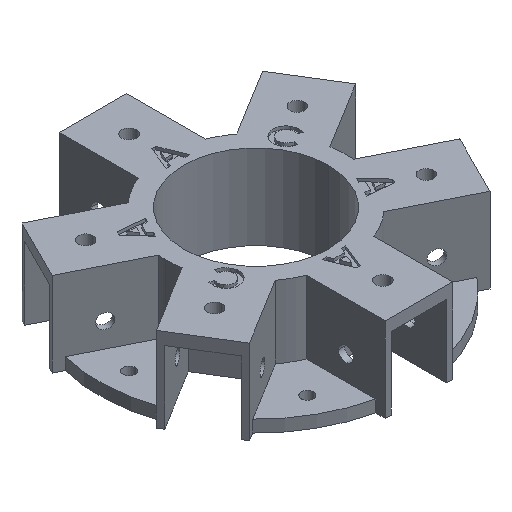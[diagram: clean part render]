
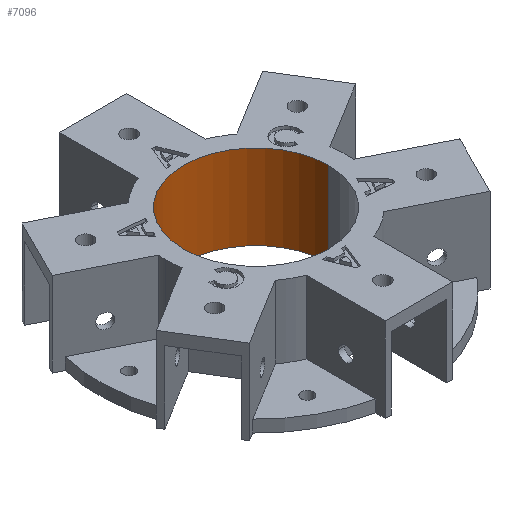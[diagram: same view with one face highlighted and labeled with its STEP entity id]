
A CAD part, isometric view. The second image highlights one B-rep face of the part: STEP entity #7096.
In plain terms, the highlighted cylindrical face has radius 60 mm (diameter 120 mm), a partial arc.
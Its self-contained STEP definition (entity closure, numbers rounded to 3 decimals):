
#63 = DIRECTION ( 'NONE',  ( -1., 0., 0. ) ) ;
#141 = VERTEX_POINT ( 'NONE', #4965 ) ;
#155 = ORIENTED_EDGE ( 'NONE', *, *, #1107, .T. ) ;
#235 = CARTESIAN_POINT ( 'NONE',  ( -60., 0., 60. ) ) ;
#259 = CARTESIAN_POINT ( 'NONE',  ( 60., 0., 70. ) ) ;
#371 = CARTESIAN_POINT ( 'NONE',  ( 0., 0., 0. ) ) ;
#430 = EDGE_CURVE ( 'NONE', #3285, #141, #5468, .T. ) ;
#446 = DIRECTION ( 'NONE',  ( 1., 0., 0. ) ) ;
#557 = EDGE_LOOP ( 'NONE', ( #1293, #2310, #155, #1190 ) ) ;
#785 = LINE ( 'NONE', #235, #4786 ) ;
#888 = DIRECTION ( 'NONE',  ( 0., 0., -1. ) ) ;
#945 = CARTESIAN_POINT ( 'NONE',  ( 60., 0., 60. ) ) ;
#1069 = DIRECTION ( 'NONE',  ( 0., 0., -1. ) ) ;
#1075 = VERTEX_POINT ( 'NONE', #5207 ) ;
#1107 = EDGE_CURVE ( 'NONE', #1075, #3190, #785, .T. ) ;
#1190 = ORIENTED_EDGE ( 'NONE', *, *, #5474, .F. ) ;
#1211 = EDGE_CURVE ( 'NONE', #1075, #3285, #5496, .T. ) ;
#1293 = ORIENTED_EDGE ( 'NONE', *, *, #430, .F. ) ;
#2310 = ORIENTED_EDGE ( 'NONE', *, *, #1211, .F. ) ;
#2447 = DIRECTION ( 'NONE',  ( 0., 0., -1. ) ) ;
#2589 = DIRECTION ( 'NONE',  ( 0., 0., 1. ) ) ;
#2606 = DIRECTION ( 'NONE',  ( 0., 0., -1. ) ) ;
#3190 = VERTEX_POINT ( 'NONE', #6650 ) ;
#3285 = VERTEX_POINT ( 'NONE', #259 ) ;
#3635 = AXIS2_PLACEMENT_3D ( 'NONE', #371, #2589, #446 ) ;
#4235 = AXIS2_PLACEMENT_3D ( 'NONE', #7251, #1069, #63 ) ;
#4786 = VECTOR ( 'NONE', #2447, 1000. ) ;
#4834 = DIRECTION ( 'NONE',  ( 1., 0., 0. ) ) ;
#4965 = CARTESIAN_POINT ( 'NONE',  ( 60., 0., 0. ) ) ;
#5109 = CYLINDRICAL_SURFACE ( 'NONE', #4235, 60. ) ;
#5207 = CARTESIAN_POINT ( 'NONE',  ( -60., 0., 70. ) ) ;
#5468 = LINE ( 'NONE', #945, #5611 ) ;
#5474 = EDGE_CURVE ( 'NONE', #141, #3190, #5631, .T. ) ;
#5490 = AXIS2_PLACEMENT_3D ( 'NONE', #7112, #888, #4834 ) ;
#5496 = CIRCLE ( 'NONE', #5490, 60. ) ;
#5611 = VECTOR ( 'NONE', #2606, 1000. ) ;
#5631 = CIRCLE ( 'NONE', #3635, 60. ) ;
#5671 = FACE_OUTER_BOUND ( 'NONE', #557, .T. ) ;
#6650 = CARTESIAN_POINT ( 'NONE',  ( -60., 0., 0. ) ) ;
#7096 = ADVANCED_FACE ( 'NONE', ( #5671 ), #5109, .F. ) ;
#7112 = CARTESIAN_POINT ( 'NONE',  ( 0., 0., 70. ) ) ;
#7251 = CARTESIAN_POINT ( 'NONE',  ( 0., 0., 60. ) ) ;
